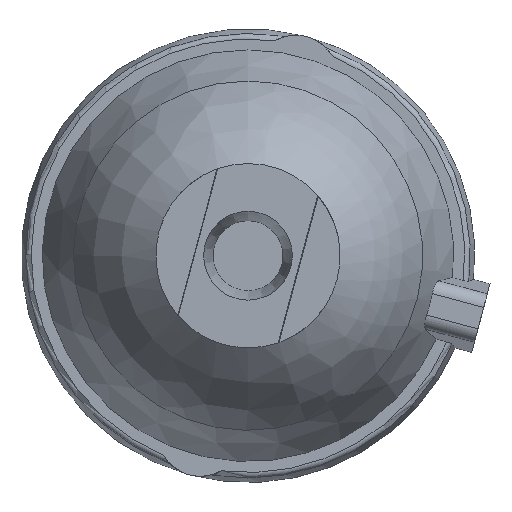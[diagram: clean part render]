
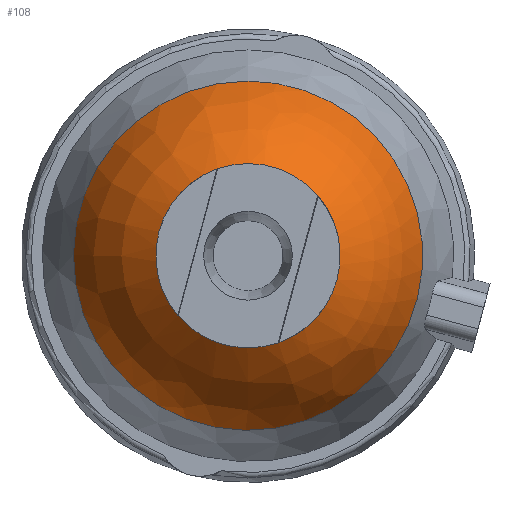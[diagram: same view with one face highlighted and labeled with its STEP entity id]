
A CAD part, front view. The second image highlights one B-rep face of the part: STEP entity #108.
In plain terms, the highlighted free-form (B-spline) face has degree [3, 3] with [4, 7] control points.
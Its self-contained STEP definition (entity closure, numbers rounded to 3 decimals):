
#108=ADVANCED_FACE('',(#158,#159),#160,.T.);
#158=FACE_OUTER_BOUND('',#228,.T.);
#159=FACE_OUTER_BOUND('',#229,.T.);
#160=(B_SPLINE_SURFACE(3,3,((#231,#232,#233,#234,#235,#236,#237),(#238,#239,#240,#241,#242,#243,#244),(#245,#246,#247,#248,#249,#250,#251),(#252,#253,#254,#255,#256,#257,#258)),.UNSPECIFIED.,.F.,.T.,.F.)B_SPLINE_SURFACE_WITH_KNOTS((4,4),(4,3,4),(0.0,6.283),(-0.934,-0.641,-0.348),.UNSPECIFIED.)RATIONAL_B_SPLINE_SURFACE(((1.0,0.333,0.333,1.0,0.333,0.333,1.0),(0.972,0.324,0.324,0.972,0.324,0.324,0.972),(0.972,0.324,0.324,0.972,0.324,0.324,0.972),(1.0,0.333,0.333,1.0,0.333,0.333,1.0)))BOUNDED_SURFACE()REPRESENTATION_ITEM('')GEOMETRIC_REPRESENTATION_ITEM()SURFACE());
#228=EDGE_LOOP('',(#411));
#229=EDGE_LOOP('',(#412,#413,#414,#415));
#231=CARTESIAN_POINT('',(0.0,3.897,6.158));
#232=CARTESIAN_POINT('',(12.316,3.897,6.158));
#233=CARTESIAN_POINT('',(12.316,3.897,-6.158));
#234=CARTESIAN_POINT('',(0.0,3.897,-6.158));
#235=CARTESIAN_POINT('',(-12.316,3.897,-6.158));
#236=CARTESIAN_POINT('',(-12.316,3.897,6.158));
#237=CARTESIAN_POINT('',(0.0,3.897,6.158));
#238=CARTESIAN_POINT('',(0.0,2.329,5.589));
#239=CARTESIAN_POINT('',(11.178,2.329,5.589));
#240=CARTESIAN_POINT('',(11.178,2.329,-5.589));
#241=CARTESIAN_POINT('',(0.0,2.329,-5.589));
#242=CARTESIAN_POINT('',(-11.178,2.329,-5.589));
#243=CARTESIAN_POINT('',(-11.178,2.329,5.589));
#244=CARTESIAN_POINT('',(0.0,2.329,5.589));
#245=CARTESIAN_POINT('',(0.0,0.992,4.592));
#246=CARTESIAN_POINT('',(9.183,0.992,4.592));
#247=CARTESIAN_POINT('',(9.183,0.992,-4.592));
#248=CARTESIAN_POINT('',(0.0,0.992,-4.592));
#249=CARTESIAN_POINT('',(-9.183,0.992,-4.592));
#250=CARTESIAN_POINT('',(-9.183,0.992,4.592));
#251=CARTESIAN_POINT('',(0.0,0.992,4.592));
#252=CARTESIAN_POINT('',(0.0,0.,3.25));
#253=CARTESIAN_POINT('',(6.5,0.,3.25));
#254=CARTESIAN_POINT('',(6.5,0.,-3.25));
#255=CARTESIAN_POINT('',(0.0,0.,-3.25));
#256=CARTESIAN_POINT('',(-6.5,0.,-3.25));
#257=CARTESIAN_POINT('',(-6.5,0.,3.25));
#258=CARTESIAN_POINT('',(0.0,0.,3.25));
#411=ORIENTED_EDGE('',*,*,#526,.F.);
#412=ORIENTED_EDGE('',*,*,#557,.T.);
#413=ORIENTED_EDGE('',*,*,#539,.T.);
#414=ORIENTED_EDGE('',*,*,#566,.F.);
#415=ORIENTED_EDGE('',*,*,#541,.T.);
#526=EDGE_CURVE('',#598,#598,#599,.T.);
#539=EDGE_CURVE('',#623,#620,#624,.T.);
#541=EDGE_CURVE('',#621,#625,#627,.T.);
#557=EDGE_CURVE('',#625,#623,#655,.T.);
#566=EDGE_CURVE('',#621,#620,#667,.T.);
#598=VERTEX_POINT('',#733);
#599=CIRCLE('',#734,6.158);
#620=VERTEX_POINT('',#798);
#621=VERTEX_POINT('',#799);
#623=VERTEX_POINT('',#802);
#624=CIRCLE('',#803,3.25);
#625=VERTEX_POINT('',#804);
#627=CIRCLE('',#807,3.25);
#655=CIRCLE('',#856,3.25);
#667=CIRCLE('',#872,3.25);
#733=CARTESIAN_POINT('',(0.0,3.897,6.158));
#734=AXIS2_PLACEMENT_3D('',#926,#927,#928);
#798=CARTESIAN_POINT('',(2.459,0.,2.125));
#799=CARTESIAN_POINT('',(1.067,0.,-3.07));
#802=CARTESIAN_POINT('',(-1.067,0.,3.07));
#803=AXIS2_PLACEMENT_3D('',#945,#946,#947);
#804=CARTESIAN_POINT('',(-2.459,0.,-2.125));
#807=AXIS2_PLACEMENT_3D('',#949,#950,#951);
#856=AXIS2_PLACEMENT_3D('',#974,#975,#976);
#872=AXIS2_PLACEMENT_3D('',#993,#994,#995);
#926=CARTESIAN_POINT('',(0.0,3.897,0.));
#927=DIRECTION('',(0.0,1.0,0.));
#928=DIRECTION('',(0.0,0.,1.0));
#945=CARTESIAN_POINT('',(0.0,0.,0.));
#946=DIRECTION('',(0.0,1.0,0.));
#947=DIRECTION('',(0.0,0.,1.0));
#949=CARTESIAN_POINT('',(0.0,0.,0.));
#950=DIRECTION('',(0.0,1.0,0.));
#951=DIRECTION('',(0.0,0.,1.0));
#974=CARTESIAN_POINT('',(0.0,0.,0.));
#975=DIRECTION('',(0.0,1.0,0.));
#976=DIRECTION('',(0.0,0.,1.0));
#993=CARTESIAN_POINT('',(0.,0.,0.));
#994=DIRECTION('',(0.0,-1.0,-0.0));
#995=DIRECTION('',(-0.259,0.0,-0.966));
